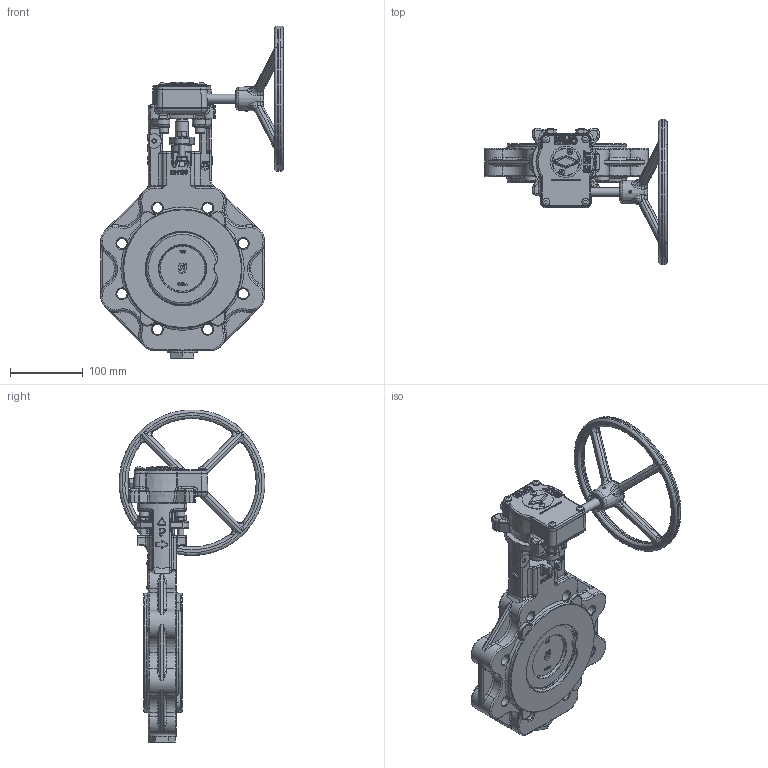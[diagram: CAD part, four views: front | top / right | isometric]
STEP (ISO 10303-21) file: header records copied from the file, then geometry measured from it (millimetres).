
FILE_DESCRIPTION(('HOOPS Exchange Step'),'2;1');
FILE_NAME('AK12_DN100_PN10-16_Getriebe.stp','2024-11-22T10:30:43+01:00',('nieru'),('Unknown organisation'),'HOOPS Exchange 2024.2','HOOPS Exchange','Unknown authorisation');
FILE_SCHEMA( ('AP203_CONFIGURATION_CONTROLLED_3D_DESIGN_OF_MECHANICAL_PARTS_AND_ASSEMBLIES_MIM_LF') );
Length unit declared in the file: millimetre
Products named in the file (5): 0; root
Assembly tree (4 placements, depth 4):
  root
    0
    0
      0
        0
Bounding box: 250.6 x 199.24 x 455.12 mm (x, y, z)
Volume: 2033820.3 mm3; surface area: 322291.7 mm2
Topology: 49 solids, 49 shells, 3323 faces, 8188 edges, 4855 vertices
Faces by surface type: bspline 1298, cylinder 792, plane 709, torus 224, cone 199, sphere 100, extrusion 1
Full cylindrical faces by diameter (mm): 2.5 x2, 3.325 x1, 4 x1, 5 x1, 6.647 x4, 6.8 x2, 7.6 x2, 8 x10, 8.376 x4, 9 x8, 10 x4, 12 x2, 13 x6, 13.533 x1, 14 x8, 14.8 x4, 15 x1, 16 x3, 18.203 x1, 20 x6, 21 x1, 27.5 x1, 38 x2, 43 x1, 102 x2, 104 x2, 163 x2
Entity records: 276625 total; most frequent: CARTESIAN_POINT 209851, ORIENTED_EDGE 16016, DIRECTION 10071, EDGE_CURVE 8008, VERTEX_POINT 4855, AXIS2_PLACEMENT_3D 4149, B_SPLINE_CURVE_WITH_KNOTS 3921, EDGE_LOOP 3465
